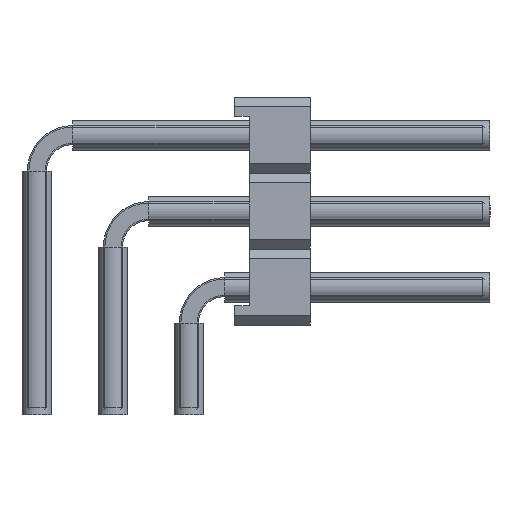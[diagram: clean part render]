
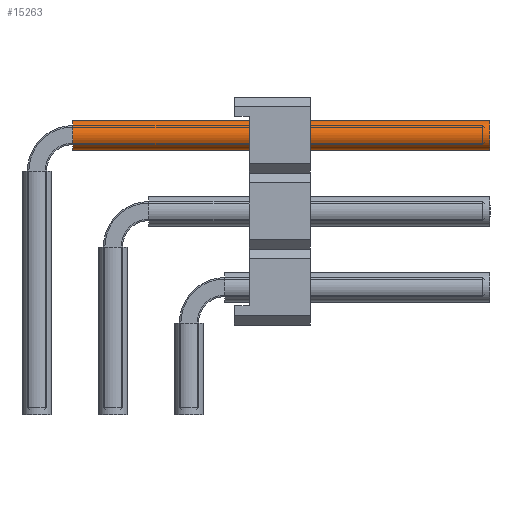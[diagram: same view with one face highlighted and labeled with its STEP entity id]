
A CAD part, left-side view. The second image highlights one B-rep face of the part: STEP entity #15263.
In plain terms, the highlighted cylindrical face has radius 0.5 mm (diameter 1 mm), a full revolution.
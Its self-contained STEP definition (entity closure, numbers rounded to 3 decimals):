
#8148=ORIENTED_EDGE('',*,*,#10408,.F.);
#8149=ORIENTED_EDGE('',*,*,#10409,.T.);
#10408=EDGE_CURVE('',#11888,#11888,#12484,.T.);
#10409=EDGE_CURVE('',#11889,#11889,#12485,.T.);
#11888=VERTEX_POINT('',#25447);
#11889=VERTEX_POINT('',#25449);
#12484=CIRCLE('',#16679,0.5);
#12485=CIRCLE('',#16680,0.5);
#13348=EDGE_LOOP('',(#8148));
#13349=EDGE_LOOP('',(#8149));
#14226=FACE_BOUND('',#13348,.T.);
#14227=FACE_BOUND('',#13349,.T.);
#14537=CYLINDRICAL_SURFACE('',#16678,0.5);
#15263=ADVANCED_FACE('',(#14226,#14227),#14537,.F.);
#16678=AXIS2_PLACEMENT_3D('',#25445,#20920,#20921);
#16679=AXIS2_PLACEMENT_3D('',#25446,#20922,#20923);
#16680=AXIS2_PLACEMENT_3D('',#25448,#20924,#20925);
#20920=DIRECTION('',(1.,0.,0.));
#20921=DIRECTION('',(0.,0.,-1.));
#20922=DIRECTION('',(-1.,0.,0.));
#20923=DIRECTION('',(0.,0.,1.));
#20924=DIRECTION('',(-1.,0.,0.));
#20925=DIRECTION('',(0.,0.,1.));
#25445=CARTESIAN_POINT('',(1.2,0.,9.35));
#25446=CARTESIAN_POINT('',(15.14,0.,9.35));
#25447=CARTESIAN_POINT('',(15.14,0.,9.85));
#25448=CARTESIAN_POINT('',(1.2,0.,9.35));
#25449=CARTESIAN_POINT('',(1.2,0.,9.85));
